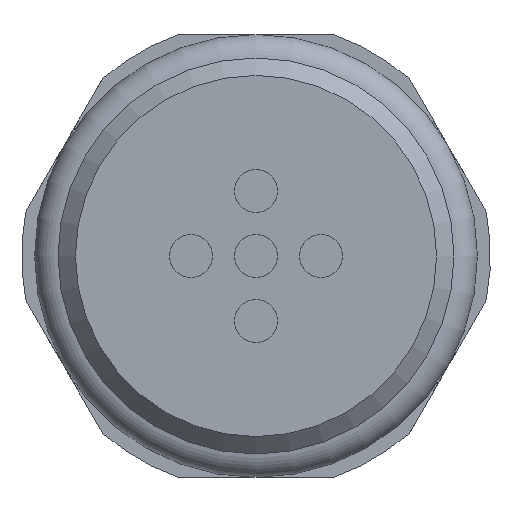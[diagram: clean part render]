
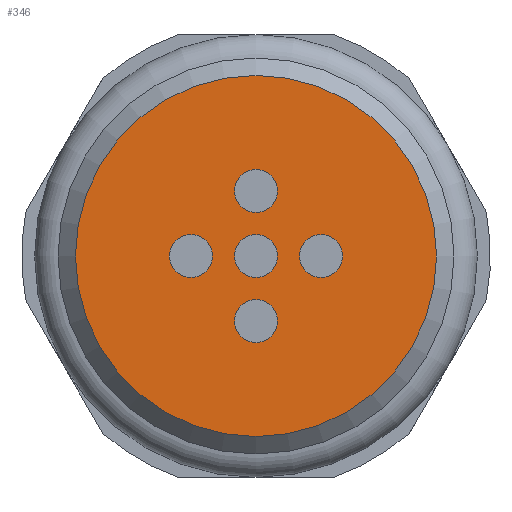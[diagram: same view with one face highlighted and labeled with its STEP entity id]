
A CAD part, front view. The second image highlights one B-rep face of the part: STEP entity #346.
In plain terms, the highlighted planar face has unit normal (0, -1, 0).
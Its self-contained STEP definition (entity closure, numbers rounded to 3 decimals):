
#111=FACE_BOUND('',#619,.T.);
#112=FACE_BOUND('',#620,.T.);
#113=FACE_BOUND('',#621,.T.);
#114=FACE_BOUND('',#622,.T.);
#115=FACE_BOUND('',#623,.T.);
#116=FACE_BOUND('',#624,.T.);
#346=ADVANCED_FACE('',(#111,#112,#113,#114,#115,#116),#416,.T.);
#416=PLANE('',#1949);
#619=EDGE_LOOP('',(#1174));
#620=EDGE_LOOP('',(#1175));
#621=EDGE_LOOP('',(#1176));
#622=EDGE_LOOP('',(#1177));
#623=EDGE_LOOP('',(#1178));
#624=EDGE_LOOP('',(#1179));
#784=CIRCLE('',#1943,0.825);
#785=CIRCLE('',#1944,0.825);
#786=CIRCLE('',#1945,0.825);
#787=CIRCLE('',#1946,0.825);
#788=CIRCLE('',#1947,0.825);
#789=CIRCLE('',#1948,6.93);
#1174=ORIENTED_EDGE('',*,*,#1584,.T.);
#1175=ORIENTED_EDGE('',*,*,#1585,.T.);
#1176=ORIENTED_EDGE('',*,*,#1586,.T.);
#1177=ORIENTED_EDGE('',*,*,#1587,.T.);
#1178=ORIENTED_EDGE('',*,*,#1588,.T.);
#1179=ORIENTED_EDGE('',*,*,#1589,.T.);
#1371=VERTEX_POINT('',#3055);
#1372=VERTEX_POINT('',#3057);
#1373=VERTEX_POINT('',#3059);
#1374=VERTEX_POINT('',#3061);
#1375=VERTEX_POINT('',#3063);
#1376=VERTEX_POINT('',#3065);
#1584=EDGE_CURVE('',#1371,#1371,#784,.T.);
#1585=EDGE_CURVE('',#1372,#1372,#785,.T.);
#1586=EDGE_CURVE('',#1373,#1373,#786,.T.);
#1587=EDGE_CURVE('',#1374,#1374,#787,.T.);
#1588=EDGE_CURVE('',#1375,#1375,#788,.T.);
#1589=EDGE_CURVE('',#1376,#1376,#789,.T.);
#1943=AXIS2_PLACEMENT_3D('',#3054,#2452,#2453);
#1944=AXIS2_PLACEMENT_3D('',#3056,#2454,#2455);
#1945=AXIS2_PLACEMENT_3D('',#3058,#2456,#2457);
#1946=AXIS2_PLACEMENT_3D('',#3060,#2458,#2459);
#1947=AXIS2_PLACEMENT_3D('',#3062,#2460,#2461);
#1948=AXIS2_PLACEMENT_3D('',#3064,#2462,#2463);
#1949=AXIS2_PLACEMENT_3D('',#3066,#2464,#2465);
#2452=DIRECTION('',(0.,1.,0.));
#2453=DIRECTION('',(0.,0.,1.));
#2454=DIRECTION('',(0.,1.,0.));
#2455=DIRECTION('',(0.,0.,1.));
#2456=DIRECTION('',(0.,1.,0.));
#2457=DIRECTION('',(0.,0.,1.));
#2458=DIRECTION('',(0.,1.,0.));
#2459=DIRECTION('',(0.,0.,1.));
#2460=DIRECTION('',(0.,1.,0.));
#2461=DIRECTION('',(0.,0.,1.));
#2462=DIRECTION('',(0.,-1.,0.));
#2463=DIRECTION('',(0.,0.,-1.));
#2464=DIRECTION('',(0.,-1.,0.));
#2465=DIRECTION('',(0.,0.,-1.));
#3054=CARTESIAN_POINT('',(47.5,50.,0.));
#3055=CARTESIAN_POINT('',(47.5,50.,0.825));
#3056=CARTESIAN_POINT('',(50.,50.,2.5));
#3057=CARTESIAN_POINT('',(50.,50.,3.325));
#3058=CARTESIAN_POINT('',(52.5,50.,0.));
#3059=CARTESIAN_POINT('',(52.5,50.,0.825));
#3060=CARTESIAN_POINT('',(50.,50.,-2.5));
#3061=CARTESIAN_POINT('',(50.,50.,-1.675));
#3062=CARTESIAN_POINT('',(50.,50.,0.));
#3063=CARTESIAN_POINT('',(50.,50.,0.825));
#3064=CARTESIAN_POINT('',(50.,50.,0.));
#3065=CARTESIAN_POINT('',(50.,50.,-6.93));
#3066=CARTESIAN_POINT('',(56.25,50.,0.));
